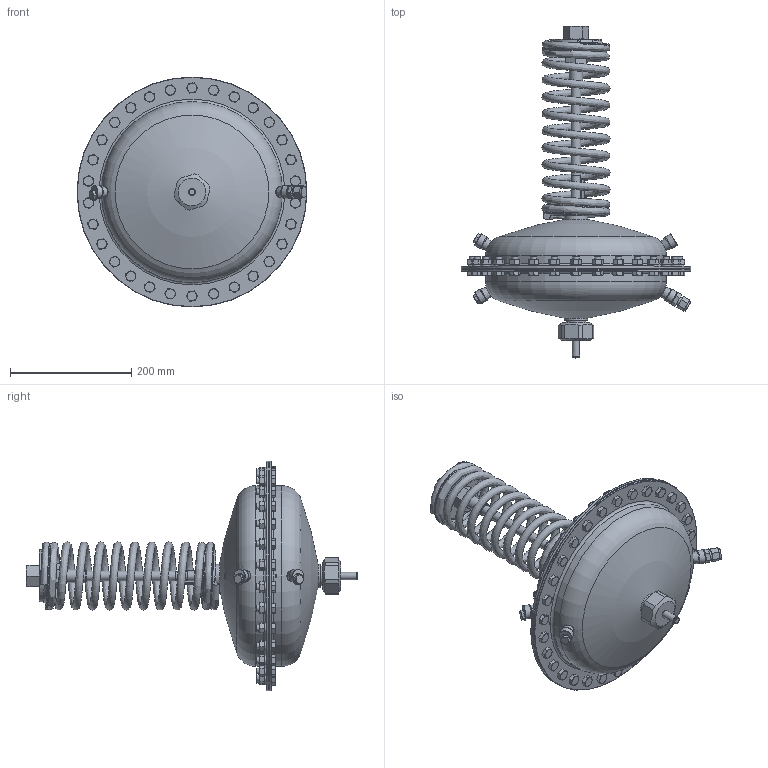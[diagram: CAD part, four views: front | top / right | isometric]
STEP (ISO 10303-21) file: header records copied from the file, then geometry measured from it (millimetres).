
FILE_DESCRIPTION (( 'STEP AP214' ), '1' );
FILE_NAME ('003G1013R.ZLSZXJG.DA2.Z630╱ZA4 自力式阀前控制执行机构组件250305.STEP', '2025-03-05T11:26:43', ( '' ), ( '' ), 'SwSTEP 2.0', 'SolidWorks 2020', '' );
FILE_SCHEMA (( 'AUTOMOTIVE_DESIGN' ));
Length unit declared in the file: millimetre
Products named in the file (1): 003G1013R.ZLSZXJG.DA2.Z630╱ZA4 自力式阀前控制执行机构组件250305
Bounding box: 380.03 x 548.66 x 380 mm (x, y, z)
Volume: 9885479.5 mm3; surface area: 585797.1 mm2
Topology: 1 solids, 32 shells, 1814 faces, 4213 edges, 2577 vertices
Faces by surface type: plane 788, cone 629, cylinder 260, bspline 81, torus 50, sphere 6
Full cylindrical faces by diameter (mm): 8.5 x1, 10 x90, 11 x60, 12 x1, 14.5 x2, 16 x2, 18 x5, 18.5 x1, 21.8 x1, 22 x4, 32 x1, 38.5 x2, 299 x2, 372 x1, 380 x2
Entity records: 84458 total; most frequent: CARTESIAN_POINT 27964, ORIENTED_EDGE 7520, DIRECTION 6973, EDGE_CURVE 3760, AXIS2_PLACEMENT_3D 3013, VERTEX_POINT 2394, EDGE_LOOP 2324, FACE_OUTER_BOUND 2036
